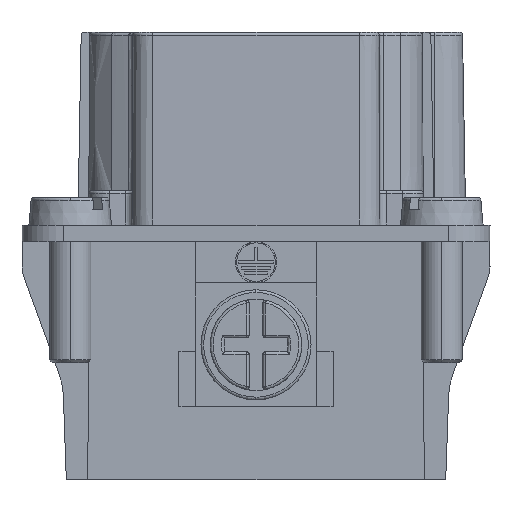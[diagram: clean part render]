
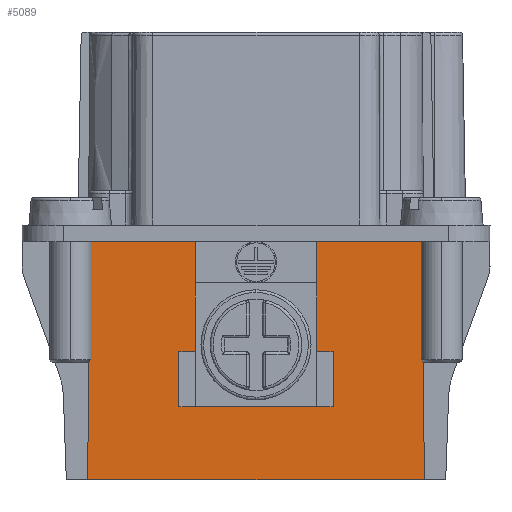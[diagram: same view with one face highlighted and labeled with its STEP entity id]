
A CAD part, left-side view. The second image highlights one B-rep face of the part: STEP entity #5089.
In plain terms, the highlighted planar face has unit normal (-1, 0, 0).
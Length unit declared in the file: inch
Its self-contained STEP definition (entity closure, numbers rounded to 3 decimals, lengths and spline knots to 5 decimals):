
#273 = VECTOR ( 'NONE', #11790, 39.37008 ) ;
#468 = EDGE_CURVE ( 'NONE', #12003, #8316, #5192, .T. ) ;
#480 = VERTEX_POINT ( 'NONE', #5504 ) ;
#603 = DIRECTION ( 'NONE',  ( 0., -0.003, -1. ) ) ;
#659 = CARTESIAN_POINT ( 'NONE',  ( 0.60236, -0.22047, -0.95276 ) ) ;
#844 = DIRECTION ( 'NONE',  ( 0., -1., 0. ) ) ;
#1011 = VECTOR ( 'NONE', #4394, 39.37008 ) ;
#1042 = DIRECTION ( 'NONE',  ( 0., -1., 0. ) ) ;
#1380 = EDGE_CURVE ( 'NONE', #8766, #10211, #10471, .T. ) ;
#1413 = VECTOR ( 'NONE', #4777, 39.37008 ) ;
#1507 = FACE_OUTER_BOUND ( 'NONE', #2627, .T. ) ;
#1853 = ORIENTED_EDGE ( 'NONE', *, *, #468, .F. ) ;
#2281 = VERTEX_POINT ( 'NONE', #659 ) ;
#2345 = LINE ( 'NONE', #3571, #2437 ) ;
#2437 = VECTOR ( 'NONE', #6971, 39.37008 ) ;
#2461 = CARTESIAN_POINT ( 'NONE',  ( 0.60236, 0.17323, -0.95276 ) ) ;
#2627 = EDGE_LOOP ( 'NONE', ( #11686, #11417, #2889, #2876, #6264, #11263, #11990, #12498, #1853, #9530, #8150, #10194 ) ) ;
#2876 = ORIENTED_EDGE ( 'NONE', *, *, #7919, .F. ) ;
#2889 = ORIENTED_EDGE ( 'NONE', *, *, #1380, .F. ) ;
#3514 = VECTOR ( 'NONE', #11386, 39.37008 ) ;
#3571 = CARTESIAN_POINT ( 'NONE',  ( 0.60236, -0.47835, -0.6378 ) ) ;
#3659 = CARTESIAN_POINT ( 'NONE',  ( 0.60236, -0.47851, -0.6378 ) ) ;
#3689 = LINE ( 'NONE', #2461, #1413 ) ;
#3883 = DIRECTION ( 'NONE',  ( 0., 0., -1. ) ) ;
#3991 = VERTEX_POINT ( 'NONE', #3659 ) ;
#4130 = CARTESIAN_POINT ( 'NONE',  ( 0.60236, -0.22047, -0.59055 ) ) ;
#4267 = DIRECTION ( 'NONE',  ( 1., 0., 0. ) ) ;
#4275 = VERTEX_POINT ( 'NONE', #4414 ) ;
#4383 = EDGE_CURVE ( 'NONE', #8165, #3991, #2345, .T. ) ;
#4394 = DIRECTION ( 'NONE',  ( 0., -1., 0. ) ) ;
#4414 = CARTESIAN_POINT ( 'NONE',  ( 0.60236, 0.17323, -0.6378 ) ) ;
#4535 = DIRECTION ( 'NONE',  ( 0., 0., -1. ) ) ;
#4697 = LINE ( 'NONE', #9423, #10889 ) ;
#4777 = DIRECTION ( 'NONE',  ( 0., 1., 0. ) ) ;
#4940 = CARTESIAN_POINT ( 'NONE',  ( 0.60236, -0.17323, -0.95276 ) ) ;
#5089 = ADVANCED_FACE ( 'NONE', ( #1507 ), #5646, .F. ) ;
#5192 = LINE ( 'NONE', #13624, #3514 ) ;
#5369 = LINE ( 'NONE', #9012, #7161 ) ;
#5504 = CARTESIAN_POINT ( 'NONE',  ( 0.60236, 0.47851, -0.6378 ) ) ;
#5590 = LINE ( 'NONE', #4130, #8168 ) ;
#5646 = PLANE ( 'NONE',  #9849 ) ;
#5765 = LINE ( 'NONE', #8091, #273 ) ;
#5868 = CARTESIAN_POINT ( 'NONE',  ( 0.60236, 0.22047, -0.95276 ) ) ;
#6188 = VERTEX_POINT ( 'NONE', #5868 ) ;
#6264 = ORIENTED_EDGE ( 'NONE', *, *, #6473, .F. ) ;
#6473 = EDGE_CURVE ( 'NONE', #8874, #6188, #3689, .T. ) ;
#6948 = VECTOR ( 'NONE', #3883, 39.37008 ) ;
#6971 = DIRECTION ( 'NONE',  ( 0., -1., 0. ) ) ;
#7060 = CARTESIAN_POINT ( 'NONE',  ( 0.60236, -0.17323, -0.6378 ) ) ;
#7078 = CARTESIAN_POINT ( 'NONE',  ( 0.60236, 0.22047, -0.59055 ) ) ;
#7161 = VECTOR ( 'NONE', #603, 39.37008 ) ;
#7443 = CARTESIAN_POINT ( 'NONE',  ( 0.60236, 0.17323, -0.59055 ) ) ;
#7596 = CARTESIAN_POINT ( 'NONE',  ( 0.60236, -0.48089, -1.3189 ) ) ;
#7756 = CARTESIAN_POINT ( 'NONE',  ( 0.60236, -0.47835, -0.59055 ) ) ;
#7825 = DIRECTION ( 'NONE',  ( 0., 0., -1. ) ) ;
#7861 = LINE ( 'NONE', #11424, #10916 ) ;
#7919 = EDGE_CURVE ( 'NONE', #6188, #8766, #15111, .T. ) ;
#8091 = CARTESIAN_POINT ( 'NONE',  ( 0.60236, 0.47835, -0.59055 ) ) ;
#8150 = ORIENTED_EDGE ( 'NONE', *, *, #4383, .F. ) ;
#8165 = VERTEX_POINT ( 'NONE', #7060 ) ;
#8168 = VECTOR ( 'NONE', #8928, 39.37008 ) ;
#8267 = DIRECTION ( 'NONE',  ( 0., 0., 1. ) ) ;
#8316 = VERTEX_POINT ( 'NONE', #13309 ) ;
#8556 = CARTESIAN_POINT ( 'NONE',  ( 0.60236, -0.22047, -1.11024 ) ) ;
#8766 = VERTEX_POINT ( 'NONE', #13519 ) ;
#8874 = VERTEX_POINT ( 'NONE', #13746 ) ;
#8928 = DIRECTION ( 'NONE',  ( 0., 0., 1. ) ) ;
#8944 = EDGE_CURVE ( 'NONE', #14685, #2281, #14971, .T. ) ;
#8950 = VECTOR ( 'NONE', #1042, 39.37008 ) ;
#9012 = CARTESIAN_POINT ( 'NONE',  ( 0.60236, -0.47851, -0.6378 ) ) ;
#9044 = EDGE_CURVE ( 'NONE', #3991, #12003, #5369, .T. ) ;
#9423 = CARTESIAN_POINT ( 'NONE',  ( 0.60236, -0.17323, -0.59055 ) ) ;
#9459 = EDGE_CURVE ( 'NONE', #8316, #480, #5765, .T. ) ;
#9530 = ORIENTED_EDGE ( 'NONE', *, *, #9044, .F. ) ;
#9849 = AXIS2_PLACEMENT_3D ( 'NONE', #7756, #4267, #7825 ) ;
#10194 = ORIENTED_EDGE ( 'NONE', *, *, #12476, .F. ) ;
#10211 = VERTEX_POINT ( 'NONE', #8556 ) ;
#10471 = LINE ( 'NONE', #14004, #8950 ) ;
#10851 = VECTOR ( 'NONE', #4535, 39.37008 ) ;
#10858 = EDGE_CURVE ( 'NONE', #4275, #8874, #14316, .T. ) ;
#10889 = VECTOR ( 'NONE', #8267, 39.37008 ) ;
#10916 = VECTOR ( 'NONE', #844, 39.37008 ) ;
#11263 = ORIENTED_EDGE ( 'NONE', *, *, #10858, .F. ) ;
#11386 = DIRECTION ( 'NONE',  ( 0., 1., 0. ) ) ;
#11417 = ORIENTED_EDGE ( 'NONE', *, *, #11672, .F. ) ;
#11424 = CARTESIAN_POINT ( 'NONE',  ( 0.60236, -0.47835, -0.6378 ) ) ;
#11672 = EDGE_CURVE ( 'NONE', #10211, #2281, #5590, .T. ) ;
#11686 = ORIENTED_EDGE ( 'NONE', *, *, #8944, .T. ) ;
#11790 = DIRECTION ( 'NONE',  ( 0., -0.003, 1. ) ) ;
#11990 = ORIENTED_EDGE ( 'NONE', *, *, #13883, .F. ) ;
#12003 = VERTEX_POINT ( 'NONE', #7596 ) ;
#12476 = EDGE_CURVE ( 'NONE', #14685, #8165, #4697, .T. ) ;
#12498 = ORIENTED_EDGE ( 'NONE', *, *, #9459, .F. ) ;
#13309 = CARTESIAN_POINT ( 'NONE',  ( 0.60236, 0.48089, -1.3189 ) ) ;
#13519 = CARTESIAN_POINT ( 'NONE',  ( 0.60236, 0.22047, -1.11024 ) ) ;
#13624 = CARTESIAN_POINT ( 'NONE',  ( 0.60236, -0.49606, -1.3189 ) ) ;
#13746 = CARTESIAN_POINT ( 'NONE',  ( 0.60236, 0.17323, -0.95276 ) ) ;
#13883 = EDGE_CURVE ( 'NONE', #480, #4275, #7861, .T. ) ;
#14004 = CARTESIAN_POINT ( 'NONE',  ( 0.60236, -0.47835, -1.11024 ) ) ;
#14316 = LINE ( 'NONE', #7443, #6948 ) ;
#14685 = VERTEX_POINT ( 'NONE', #4940 ) ;
#14971 = LINE ( 'NONE', #15051, #1011 ) ;
#15051 = CARTESIAN_POINT ( 'NONE',  ( 0.60236, -0.17323, -0.95276 ) ) ;
#15111 = LINE ( 'NONE', #7078, #10851 ) ;
